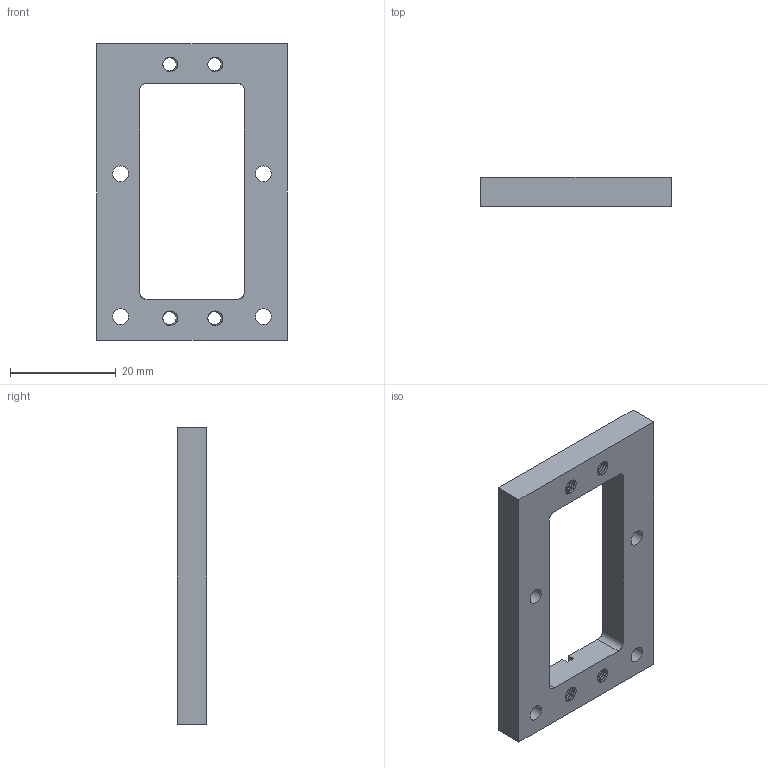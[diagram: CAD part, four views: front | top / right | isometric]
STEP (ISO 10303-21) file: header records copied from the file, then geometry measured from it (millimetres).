
FILE_DESCRIPTION(/* description */ ('','CAx-IF Rec.Pracs.---Representation and Presentation of Product Manufacturing Information (PMI)---4.0---2014-10-13'),/* implementation_level */ '2;1');
FILE_NAME(/* name */ 'Omnifit_HP_valve_actuated_servo_V1.2_servo_holder.step',/* time_stamp */ '2025-03-26T00:01:42+01:00',/* author */ (''),/* organization */ (''),/* preprocessor_version */ 'ST-DEVELOPER v20',/* originating_system */ 'Autodesk Translation Framework v13.20.0.188',/* authorisation */ '');
FILE_SCHEMA (('AP242_MANAGED_MODEL_BASED_3D_ENGINEERING_MIM_LF { 1 0 10303 442 1 1 4 }'));
Length unit declared in the file: millimetre
Products named in the file (2): Omnifit_HP_valve_actuated_servo_V1.2; Omnifit_valve_actuatuion_Servo_holder
Assembly tree (1 placements, depth 2):
  Omnifit_HP_valve_actuated_servo_V1.2
    Omnifit_valve_actuatuion_Servo_holder
Bounding box: 36 x 5.5 x 56.13 mm (x, y, z)
Volume: 6362.8 mm3; surface area: 4551.4 mm2
Topology: 1 solids, 1 shells, 130 faces, 384 edges, 256 vertices
Faces by surface type: cylinder 100, plane 18, bspline 12
Full cylindrical faces by diameter (mm): 2.529 x24, 3 x4, 3.086 x8
Entity records: 10372 total; most frequent: CARTESIAN_POINT 7257, ORIENTED_EDGE 768, DIRECTION 434, EDGE_CURVE 384, VERTEX_POINT 256, B_SPLINE_CURVE_WITH_KNOTS 208, EDGE_LOOP 148, AXIS2_PLACEMENT_3D 145
